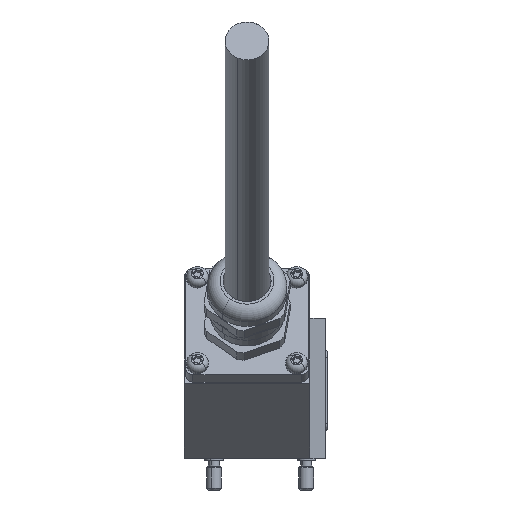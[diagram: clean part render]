
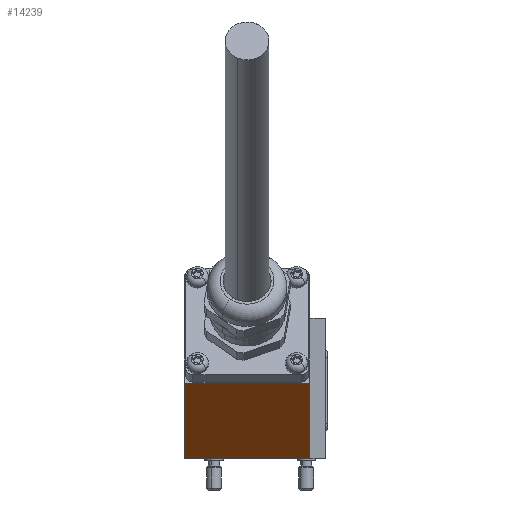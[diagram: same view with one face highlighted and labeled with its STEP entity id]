
A CAD part, left-side view. The second image highlights one B-rep face of the part: STEP entity #14239.
In plain terms, the highlighted planar face has unit normal (-0.5, 0, -0.866).
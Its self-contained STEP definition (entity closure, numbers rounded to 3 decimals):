
#3113 = LINE ( 'NONE', #86555, #79017 ) ;
#5661 = FACE_OUTER_BOUND ( 'NONE', #47872, .T. ) ;
#6110 = DIRECTION ( 'NONE',  ( 0.5, 0., 0.866 ) ) ;
#10615 = CARTESIAN_POINT ( 'NONE',  ( -13.504, 19.15, 0.134 ) ) ;
#14239 = ADVANCED_FACE ( 'NONE', ( #5661 ), #77507, .F. ) ;
#14916 = CARTESIAN_POINT ( 'NONE',  ( -13.504, 19.15, 0.134 ) ) ;
#19626 = VERTEX_POINT ( 'NONE', #82587 ) ;
#21577 = EDGE_CURVE ( 'NONE', #59560, #23083, #90109, .T. ) ;
#21940 = CARTESIAN_POINT ( 'NONE',  ( -48.701, 19.15, 20.455 ) ) ;
#23083 = VERTEX_POINT ( 'NONE', #52231 ) ;
#26585 = CARTESIAN_POINT ( 'NONE',  ( -13.504, -14.85, 0.134 ) ) ;
#33426 = EDGE_CURVE ( 'NONE', #19626, #59560, #45892, .T. ) ;
#35645 = AXIS2_PLACEMENT_3D ( 'NONE', #42312, #6110, #70548 ) ;
#42312 = CARTESIAN_POINT ( 'NONE',  ( -13.504, 19.15, 0.134 ) ) ;
#43428 = CARTESIAN_POINT ( 'NONE',  ( -13.504, -14.85, 0.134 ) ) ;
#44645 = ORIENTED_EDGE ( 'NONE', *, *, #33426, .T. ) ;
#45048 = ORIENTED_EDGE ( 'NONE', *, *, #58214, .F. ) ;
#45892 = LINE ( 'NONE', #10615, #54383 ) ;
#47872 = EDGE_LOOP ( 'NONE', ( #44645, #73523, #61612, #45048 ) ) ;
#49251 = LINE ( 'NONE', #14916, #57870 ) ;
#52088 = EDGE_CURVE ( 'NONE', #61777, #23083, #3113, .T. ) ;
#52231 = CARTESIAN_POINT ( 'NONE',  ( -48.701, -14.85, 20.455 ) ) ;
#54383 = VECTOR ( 'NONE', #81566, 1000. ) ;
#57542 = DIRECTION ( 'NONE',  ( -0.866, 0., 0.5 ) ) ;
#57870 = VECTOR ( 'NONE', #57542, 1000. ) ;
#58214 = EDGE_CURVE ( 'NONE', #19626, #61777, #49251, .T. ) ;
#59560 = VERTEX_POINT ( 'NONE', #43428 ) ;
#60061 = DIRECTION ( 'NONE',  ( 0., -1., 0. ) ) ;
#61612 = ORIENTED_EDGE ( 'NONE', *, *, #52088, .F. ) ;
#61777 = VERTEX_POINT ( 'NONE', #21940 ) ;
#63602 = VECTOR ( 'NONE', #73907, 1000. ) ;
#70548 = DIRECTION ( 'NONE',  ( 0.866, 0., -0.5 ) ) ;
#73523 = ORIENTED_EDGE ( 'NONE', *, *, #21577, .T. ) ;
#73907 = DIRECTION ( 'NONE',  ( -0.866, 0., 0.5 ) ) ;
#77507 = PLANE ( 'NONE',  #35645 ) ;
#79017 = VECTOR ( 'NONE', #60061, 1000. ) ;
#81566 = DIRECTION ( 'NONE',  ( 0., -1., 0. ) ) ;
#82587 = CARTESIAN_POINT ( 'NONE',  ( -13.504, 19.15, 0.134 ) ) ;
#86555 = CARTESIAN_POINT ( 'NONE',  ( -48.701, 19.15, 20.455 ) ) ;
#90109 = LINE ( 'NONE', #26585, #63602 ) ;
